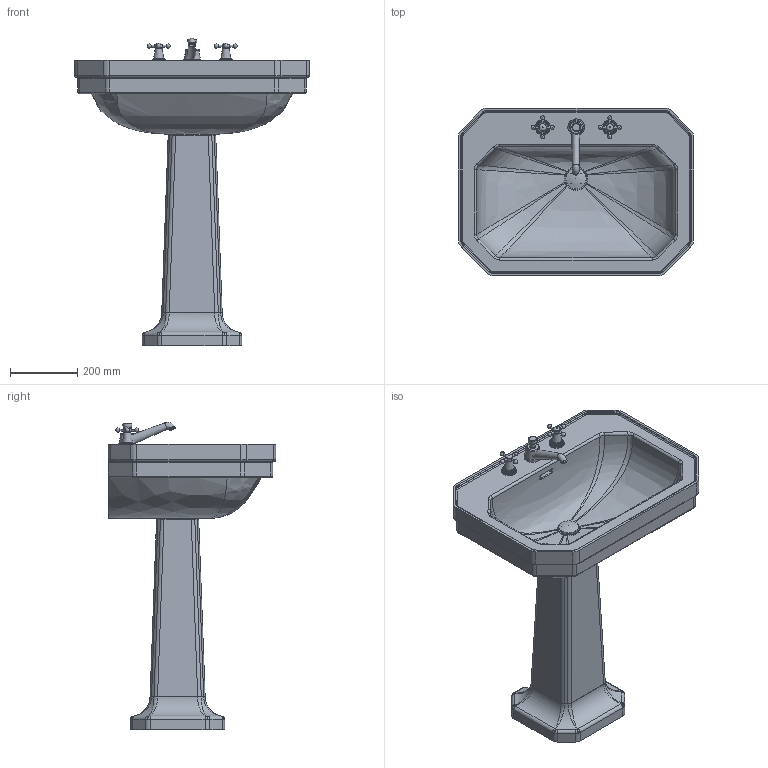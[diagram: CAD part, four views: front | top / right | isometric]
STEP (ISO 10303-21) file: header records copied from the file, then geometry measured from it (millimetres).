
FILE_DESCRIPTION((''),'2;1');
FILE_NAME('43870.stp','2008-01-03T11:20:27',('Huebner'),(''),'Autodesk Inventor 11','Autodesk Inventor 11','');
FILE_SCHEMA(('AUTOMOTIVE_DESIGN { 1 0 10303 214 1 1 1 1 }'));
Length unit declared in the file: millimetre
Products named in the file (11): 43870; Baterie_Wasserhahn; Kelch; Stopfen; 085790; Baterie_WT; Baterie_Mitte; Teil_2_WT; Teil_3; Neoperl
Assembly tree (11 placements, depth 3):
  43870
    43870
    Baterie_Wasserhahn  x2
    Kelch
    Stopfen
    085790
    Baterie_WT
      Baterie_Mitte
      Teil_2_WT
      Teil_3
      Neoperl
Bounding box: 700 x 500 x 915.47 mm (x, y, z)
Volume: 30735798.4 mm3; surface area: 1997768.7 mm2
Topology: 18 solids, 18 shells, 478 faces, 1121 edges, 677 vertices
Faces by surface type: cylinder 158, plane 135, bspline 120, torus 46, cone 10, sphere 9
Full cylindrical faces by diameter (mm): 6 x8, 14 x2, 15 x2, 17 x1, 22 x2, 33 x2, 35 x3, 42 x1, 44 x1, 50 x1, 52 x1, 60 x1, 75 x1
Entity records: 20685 total; most frequent: CARTESIAN_POINT 10846, ORIENTED_EDGE 1962, DIRECTION 1958, EDGE_CURVE 981, AXIS2_PLACEMENT_3D 786, VERTEX_POINT 619, EDGE_LOOP 524, FACE_OUTER_BOUND 444
